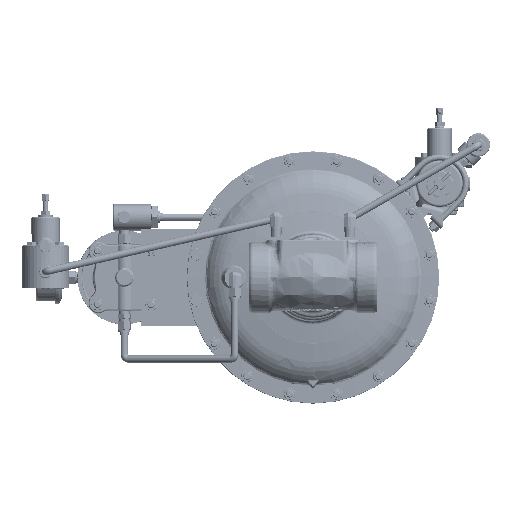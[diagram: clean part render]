
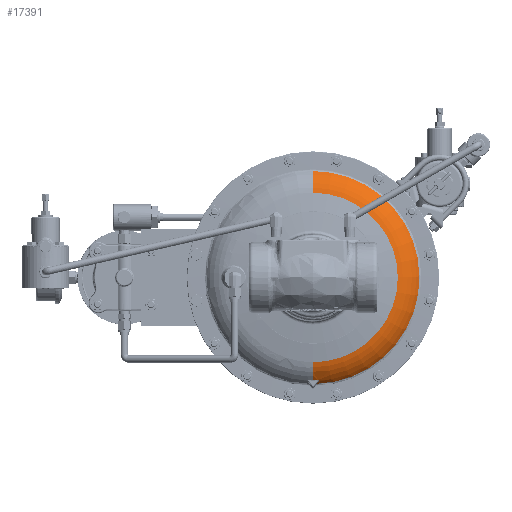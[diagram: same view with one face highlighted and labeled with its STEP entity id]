
A CAD part, front view. The second image highlights one B-rep face of the part: STEP entity #17391.
In plain terms, the highlighted toroidal (fillet/blend) face has major radius 101.323 mm and minor radius 46.038 mm.
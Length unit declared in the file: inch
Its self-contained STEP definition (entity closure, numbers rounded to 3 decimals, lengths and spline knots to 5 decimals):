
#1498 = ORIENTED_EDGE ( 'NONE', *, *, #104567, .T. ) ;
#3432 = CARTESIAN_POINT ( 'NONE',  ( 0.21609, 10.20356, -5.42991 ) ) ;
#8674 = DIRECTION ( 'NONE',  ( 0., 0., 1. ) ) ;
#17391 = ADVANCED_FACE ( 'NONE', ( #279402 ), #49127, .T. ) ;
#24438 = ORIENTED_EDGE ( 'NONE', *, *, #321797, .T. ) ;
#26268 = CARTESIAN_POINT ( 'NONE',  ( 0.29152, 10.07714, -5.32121 ) ) ;
#28268 = ORIENTED_EDGE ( 'NONE', *, *, #49863, .T. ) ;
#36991 = CARTESIAN_POINT ( 'NONE',  ( 0., 9.51747, 0. ) ) ;
#37540 = CARTESIAN_POINT ( 'NONE',  ( 0., 10.20356, 5.43421 ) ) ;
#49127 = TOROIDAL_SURFACE ( 'NONE', #297330, 3.98911, 1.8125 ) ;
#49863 = EDGE_CURVE ( 'NONE', #362131, #76772, #251846, .T. ) ;
#52128 = DIRECTION ( 'NONE',  ( 0., 0., -1. ) ) ;
#52187 = CARTESIAN_POINT ( 'NONE',  ( 0.27182, 9.98978, -5.23701 ) ) ;
#67890 = CARTESIAN_POINT ( 'NONE',  ( 0., 9.51747, 0. ) ) ;
#75899 = VERTEX_POINT ( 'NONE', #90851 ) ;
#76772 = VERTEX_POINT ( 'NONE', #103241 ) ;
#83647 = CARTESIAN_POINT ( 'NONE',  ( 0.30129, 10.02081, -5.26702 ) ) ;
#88865 = DIRECTION ( 'NONE',  ( 0., -1., 0. ) ) ;
#90851 = CARTESIAN_POINT ( 'NONE',  ( 0., 9.97866, -5.23236 ) ) ;
#92284 = AXIS2_PLACEMENT_3D ( 'NONE', #102760, #243339, #128640 ) ;
#96152 = DIRECTION ( 'NONE',  ( 0., 0., 1. ) ) ;
#100929 = AXIS2_PLACEMENT_3D ( 'NONE', #67890, #343574, #8674 ) ;
#102760 = CARTESIAN_POINT ( 'NONE',  ( 0., 11.29756, 3.98911 ) ) ;
#103241 = CARTESIAN_POINT ( 'NONE',  ( 0., 9.51747, 4.33036 ) ) ;
#104567 = EDGE_CURVE ( 'NONE', #268048, #170177, #174479, .T. ) ;
#105212 = ORIENTED_EDGE ( 'NONE', *, *, #366193, .F. ) ;
#107674 = DIRECTION ( 'NONE',  ( 0., -1., 0. ) ) ;
#107732 = CARTESIAN_POINT ( 'NONE',  ( 0.22995, 9.97918, -5.22786 ) ) ;
#110168 = DIRECTION ( 'NONE',  ( 0., 0., 1. ) ) ;
#115010 = CARTESIAN_POINT ( 'NONE',  ( 0.21218, 9.97866, -5.22806 ) ) ;
#128640 = DIRECTION ( 'NONE',  ( 0., 0., -1. ) ) ;
#132250 = EDGE_CURVE ( 'NONE', #136908, #282886, #189729, .T. ) ;
#136908 = VERTEX_POINT ( 'NONE', #291715 ) ;
#137665 = CIRCLE ( 'NONE', #344346, 5.43421 ) ;
#137963 = DIRECTION ( 'NONE',  ( -1., 0., 0. ) ) ;
#140970 = CARTESIAN_POINT ( 'NONE',  ( 0.29725, 10.06492, -5.30964 ) ) ;
#142778 = CARTESIAN_POINT ( 'NONE',  ( 0.29543, 10.00871, -5.25522 ) ) ;
#148263 = ORIENTED_EDGE ( 'NONE', *, *, #132250, .F. ) ;
#151309 = CARTESIAN_POINT ( 'NONE',  ( 0.21218, 9.97866, -5.22806 ) ) ;
#153907 = CIRCLE ( 'NONE', #307374, 1.8125 ) ;
#170177 = VERTEX_POINT ( 'NONE', #177173 ) ;
#173772 = ORIENTED_EDGE ( 'NONE', *, *, #306262, .T. ) ;
#174479 = B_SPLINE_CURVE_WITH_KNOTS ( 'NONE', 3,
 ( #115010, #281509, #107732, #364783, #312901, #337037, #52187, #192853, #307503, #279700, #142778, #83647, #283330, #311109, #338833, #227839, #140970, #26268, #333373, #196522 ),
 .UNSPECIFIED., .F., .F.,
 ( 4, 2, 2, 2, 2, 2, 2, 2, 2, 4 ),
 ( 0., 0.00068, 0.00135, 0.00169, 0.00203, 0.0027, 0.00338, 0.00405, 0.00473, 0.0054 ),
 .UNSPECIFIED. ) ;
#174739 = AXIS2_PLACEMENT_3D ( 'NONE', #212033, #324839, #210203 ) ;
#177173 = CARTESIAN_POINT ( 'NONE',  ( 0.28423, 10.08897, -5.33227 ) ) ;
#189729 = CIRCLE ( 'NONE', #100929, 4.33036 ) ;
#192352 = AXIS2_PLACEMENT_3D ( 'NONE', #36991, #88865, #96152 ) ;
#192593 = CARTESIAN_POINT ( 'NONE',  ( 0.21609, 10.20356, -5.42991 ) ) ;
#192853 = CARTESIAN_POINT ( 'NONE',  ( 0.27889, 9.99368, -5.24069 ) ) ;
#193440 = VERTEX_POINT ( 'NONE', #192593 ) ;
#196522 = CARTESIAN_POINT ( 'NONE',  ( 0.28423, 10.08897, -5.33227 ) ) ;
#201625 = CARTESIAN_POINT ( 'NONE',  ( 0., 11.29756, 0. ) ) ;
#201706 = EDGE_CURVE ( 'NONE', #75899, #268048, #216202, .T. ) ;
#210203 = DIRECTION ( 'NONE',  ( 0., 0., -1. ) ) ;
#212033 = CARTESIAN_POINT ( 'NONE',  ( 0., 9.97866, 0. ) ) ;
#216202 = CIRCLE ( 'NONE', #174739, 5.23236 ) ;
#217545 = CARTESIAN_POINT ( 'NONE',  ( 0., 11.29756, -3.98911 ) ) ;
#227839 = CARTESIAN_POINT ( 'NONE',  ( 0.29955, 10.0587, -5.30371 ) ) ;
#243339 = DIRECTION ( 'NONE',  ( 1., 0., 0. ) ) ;
#251846 = CIRCLE ( 'NONE', #92284, 1.8125 ) ;
#260597 = CARTESIAN_POINT ( 'NONE',  ( 0.26023, 10.12528, -5.36609 ) ) ;
#262593 = DIRECTION ( 'NONE',  ( 0., 0., 1. ) ) ;
#268048 = VERTEX_POINT ( 'NONE', #151309 ) ;
#279402 = FACE_OUTER_BOUND ( 'NONE', #332855, .T. ) ;
#279700 = CARTESIAN_POINT ( 'NONE',  ( 0.291, 10.00308, -5.24973 ) ) ;
#281509 = CARTESIAN_POINT ( 'NONE',  ( 0.2211, 9.97866, -5.2277 ) ) ;
#282852 = CARTESIAN_POINT ( 'NONE',  ( 0.23747, 10.16347, -5.39869 ) ) ;
#282886 = VERTEX_POINT ( 'NONE', #353168 ) ;
#283330 = CARTESIAN_POINT ( 'NONE',  ( 0.3027, 10.02705, -5.27312 ) ) ;
#288484 = DIRECTION ( 'NONE',  ( 0., -1., 0. ) ) ;
#291715 = CARTESIAN_POINT ( 'NONE',  ( 0., 9.51747, -4.33036 ) ) ;
#297330 = AXIS2_PLACEMENT_3D ( 'NONE', #201625, #288484, #262593 ) ;
#304534 = CIRCLE ( 'NONE', #192352, 4.33036 ) ;
#306262 = EDGE_CURVE ( 'NONE', #170177, #193440, #344083, .T. ) ;
#307374 = AXIS2_PLACEMENT_3D ( 'NONE', #217545, #137963, #110168 ) ;
#307503 = CARTESIAN_POINT ( 'NONE',  ( 0.28215, 9.99585, -5.24276 ) ) ;
#311109 = CARTESIAN_POINT ( 'NONE',  ( 0.30336, 10.03983, -5.28554 ) ) ;
#312901 = CARTESIAN_POINT ( 'NONE',  ( 0.25606, 9.98365, -5.23138 ) ) ;
#313136 = ORIENTED_EDGE ( 'NONE', *, *, #351210, .F. ) ;
#321797 = EDGE_CURVE ( 'NONE', #193440, #362131, #137665, .T. ) ;
#324839 = DIRECTION ( 'NONE',  ( 0., -1., 0. ) ) ;
#326246 = ORIENTED_EDGE ( 'NONE', *, *, #201706, .T. ) ;
#332855 = EDGE_LOOP ( 'NONE', ( #105212, #326246, #1498, #173772, #24438, #28268, #313136, #148263 ) ) ;
#333373 = CARTESIAN_POINT ( 'NONE',  ( 0.2881, 10.08311, -5.32681 ) ) ;
#337037 = CARTESIAN_POINT ( 'NONE',  ( 0.26796, 9.98805, -5.2354 ) ) ;
#338376 = CARTESIAN_POINT ( 'NONE',  ( 0.28423, 10.08897, -5.33227 ) ) ;
#338833 = CARTESIAN_POINT ( 'NONE',  ( 0.30259, 10.04618, -5.29169 ) ) ;
#343574 = DIRECTION ( 'NONE',  ( 0., -1., 0. ) ) ;
#344083 = B_SPLINE_CURVE_WITH_KNOTS ( 'NONE', 3,
 ( #338376, #260597, #282852, #3432 ),
 .UNSPECIFIED., .F., .F.,
 ( 4, 4 ),
 ( 0., 0.0042 ),
 .UNSPECIFIED. ) ;
#344346 = AXIS2_PLACEMENT_3D ( 'NONE', #361070, #107674, #52128 ) ;
#351210 = EDGE_CURVE ( 'NONE', #282886, #76772, #304534, .T. ) ;
#353168 = CARTESIAN_POINT ( 'NONE',  ( 4.33036, 9.51747, 0. ) ) ;
#361070 = CARTESIAN_POINT ( 'NONE',  ( 0., 10.20356, 0. ) ) ;
#362131 = VERTEX_POINT ( 'NONE', #37540 ) ;
#364783 = CARTESIAN_POINT ( 'NONE',  ( 0.24746, 9.98167, -5.2297 ) ) ;
#366193 = EDGE_CURVE ( 'NONE', #75899, #136908, #153907, .T. ) ;
